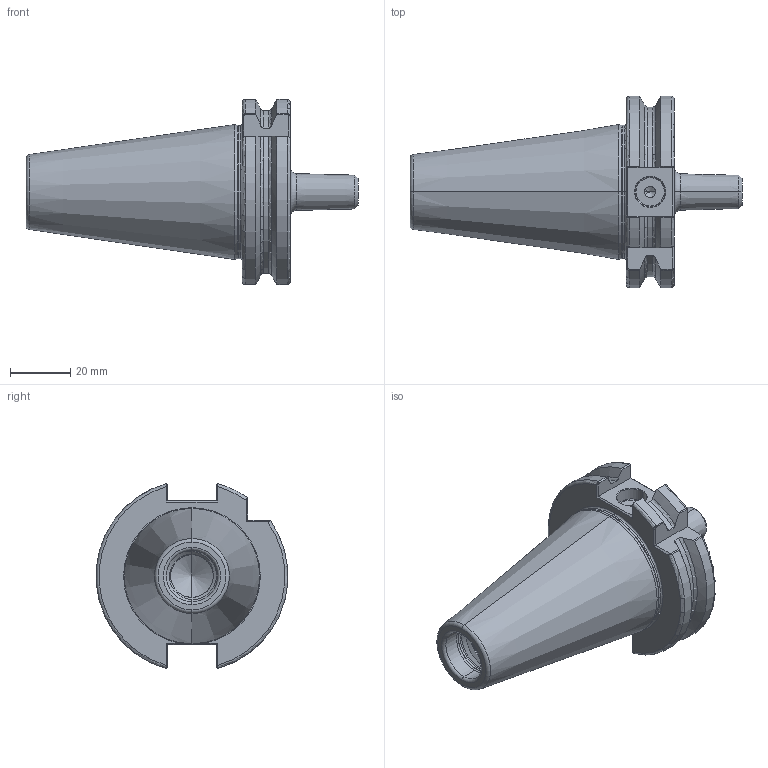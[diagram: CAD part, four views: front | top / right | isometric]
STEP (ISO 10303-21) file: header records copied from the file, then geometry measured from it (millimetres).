
FILE_DESCRIPTION (( 'STEP AP203' ), '1' );
FILE_NAME ('402.14.12.STEP', '2016-07-25T03:48:12', ( '' ), ( '' ), 'SwSTEP 2.0', 'SolidWorks 2012', '' );
FILE_SCHEMA (( 'CONFIG_CONTROL_DESIGN' ));
Length unit declared in the file: millimetre
Products named in the file (1): 402.14.12
Bounding box: 109.9 x 63.34 x 61.24 mm (x, y, z)
Volume: 107313.5 mm3; surface area: 20738.9 mm2
Topology: 1 solids, 1 shells, 176 faces, 456 edges, 273 vertices
Faces by surface type: cylinder 53, plane 43, cone 37, torus 28, bspline 15
Entity records: 9661 total; most frequent: CARTESIAN_POINT 5717, ORIENTED_EDGE 884, DIRECTION 717, EDGE_CURVE 442, AXIS2_PLACEMENT_3D 279, VERTEX_POINT 273, EDGE_LOOP 181, FACE_OUTER_BOUND 176
